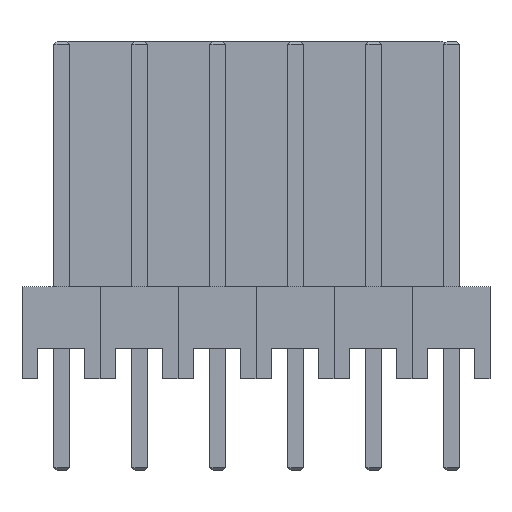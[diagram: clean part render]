
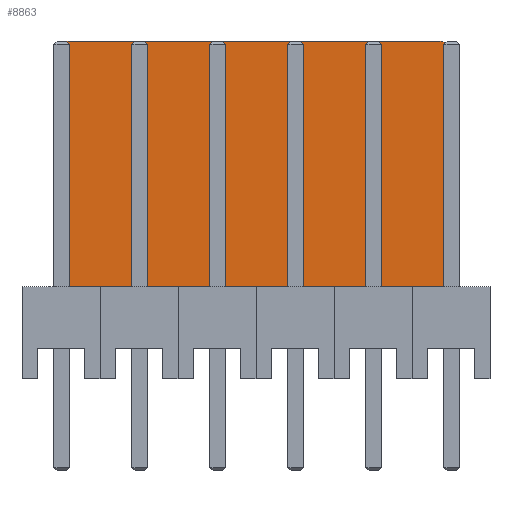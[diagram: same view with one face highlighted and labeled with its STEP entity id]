
A CAD part, front view. The second image highlights one B-rep face of the part: STEP entity #8863.
In plain terms, the highlighted face is planar.
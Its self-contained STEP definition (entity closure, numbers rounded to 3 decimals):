
#8513 = PLANE('',#8514);
#8514 = AXIS2_PLACEMENT_3D('',#8515,#8516,#8517);
#8515 = CARTESIAN_POINT('',(13.9,3.,0.));
#8516 = DIRECTION('',(-1.,0.,0.));
#8517 = DIRECTION('',(0.,1.,0.));
#8538 = VERTEX_POINT('',#8539);
#8539 = CARTESIAN_POINT('',(13.9,3.,1.));
#8553 = PLANE('',#8554);
#8554 = AXIS2_PLACEMENT_3D('',#8555,#8556,#8557);
#8555 = CARTESIAN_POINT('',(1.2,3.,0.));
#8556 = DIRECTION('',(0.,1.,0.));
#8557 = DIRECTION('',(1.,0.,0.));
#8565 = EDGE_CURVE('',#8538,#8566,#8568,.T.);
#8566 = VERTEX_POINT('',#8567);
#8567 = CARTESIAN_POINT('',(13.9,10.7,1.));
#8568 = SURFACE_CURVE('',#8569,(#8573,#8580),.PCURVE_S1.);
#8569 = LINE('',#8570,#8571);
#8570 = CARTESIAN_POINT('',(13.9,3.,1.));
#8571 = VECTOR('',#8572,1.);
#8572 = DIRECTION('',(0.,1.,0.));
#8573 = PCURVE('',#8513,#8574);
#8574 = DEFINITIONAL_REPRESENTATION('',(#8575),#8579);
#8575 = LINE('',#8576,#8577);
#8576 = CARTESIAN_POINT('',(0.,-1.));
#8577 = VECTOR('',#8578,1.);
#8578 = DIRECTION('',(1.,0.));
#8579 = ( GEOMETRIC_REPRESENTATION_CONTEXT(2) 
PARAMETRIC_REPRESENTATION_CONTEXT() REPRESENTATION_CONTEXT('2D SPACE',''
  ) );
#8580 = PCURVE('',#8581,#8586);
#8581 = PLANE('',#8582);
#8582 = AXIS2_PLACEMENT_3D('',#8583,#8584,#8585);
#8583 = CARTESIAN_POINT('',(13.9,3.,1.));
#8584 = DIRECTION('',(0.,0.,-1.));
#8585 = DIRECTION('',(0.,1.,0.));
#8586 = DEFINITIONAL_REPRESENTATION('',(#8587),#8591);
#8587 = LINE('',#8588,#8589);
#8588 = CARTESIAN_POINT('',(0.,0.));
#8589 = VECTOR('',#8590,1.);
#8590 = DIRECTION('',(1.,0.));
#8591 = ( GEOMETRIC_REPRESENTATION_CONTEXT(2) 
PARAMETRIC_REPRESENTATION_CONTEXT() REPRESENTATION_CONTEXT('2D SPACE',''
  ) );
#8607 = CYLINDRICAL_SURFACE('',#8608,0.3);
#8608 = AXIS2_PLACEMENT_3D('',#8609,#8610,#8611);
#8609 = CARTESIAN_POINT('',(13.6,10.7,0.));
#8610 = DIRECTION('',(0.,0.,1.));
#8611 = DIRECTION('',(1.,0.,-0.));
#8662 = PLANE('',#8663);
#8663 = AXIS2_PLACEMENT_3D('',#8664,#8665,#8666);
#8664 = CARTESIAN_POINT('',(1.2,11.,0.));
#8665 = DIRECTION('',(1.,0.,0.));
#8666 = DIRECTION('',(0.,-1.,0.));
#8695 = CYLINDRICAL_SURFACE('',#8696,0.3);
#8696 = AXIS2_PLACEMENT_3D('',#8697,#8698,#8699);
#8697 = CARTESIAN_POINT('',(1.5,10.7,0.));
#8698 = DIRECTION('',(0.,0.,1.));
#8699 = DIRECTION('',(-0.,1.,0.));
#8723 = PLANE('',#8724);
#8724 = AXIS2_PLACEMENT_3D('',#8725,#8726,#8727);
#8725 = CARTESIAN_POINT('',(13.9,11.,0.));
#8726 = DIRECTION('',(0.,-1.,0.));
#8727 = DIRECTION('',(-1.,0.,0.));
#8766 = VERTEX_POINT('',#8767);
#8767 = CARTESIAN_POINT('',(13.6,11.,1.));
#8788 = EDGE_CURVE('',#8566,#8766,#8789,.T.);
#8789 = SURFACE_CURVE('',#8790,(#8795,#8802),.PCURVE_S1.);
#8790 = CIRCLE('',#8791,0.3);
#8791 = AXIS2_PLACEMENT_3D('',#8792,#8793,#8794);
#8792 = CARTESIAN_POINT('',(13.6,10.7,1.));
#8793 = DIRECTION('',(0.,0.,1.));
#8794 = DIRECTION('',(0.,-1.,0.));
#8795 = PCURVE('',#8607,#8796);
#8796 = DEFINITIONAL_REPRESENTATION('',(#8797),#8801);
#8797 = LINE('',#8798,#8799);
#8798 = CARTESIAN_POINT('',(-1.571,1.));
#8799 = VECTOR('',#8800,1.);
#8800 = DIRECTION('',(1.,0.));
#8801 = ( GEOMETRIC_REPRESENTATION_CONTEXT(2) 
PARAMETRIC_REPRESENTATION_CONTEXT() REPRESENTATION_CONTEXT('2D SPACE',''
  ) );
#8802 = PCURVE('',#8581,#8803);
#8803 = DEFINITIONAL_REPRESENTATION('',(#8804),#8812);
#8804 = ( BOUNDED_CURVE() B_SPLINE_CURVE(2,(#8805,#8806,#8807,#8808,
#8809,#8810,#8811),.UNSPECIFIED.,.F.,.F.) B_SPLINE_CURVE_WITH_KNOTS((1,2
    ,2,2,2,1),(-2.094,0.,2.094,4.189,
6.283,8.378),.UNSPECIFIED.) CURVE() 
GEOMETRIC_REPRESENTATION_ITEM() RATIONAL_B_SPLINE_CURVE((1.,0.5,1.,0.5,
1.,0.5,1.)) REPRESENTATION_ITEM('') );
#8805 = CARTESIAN_POINT('',(7.4,-0.3));
#8806 = CARTESIAN_POINT('',(7.4,0.22));
#8807 = CARTESIAN_POINT('',(7.85,-0.04));
#8808 = CARTESIAN_POINT('',(8.3,-0.3));
#8809 = CARTESIAN_POINT('',(7.85,-0.56));
#8810 = CARTESIAN_POINT('',(7.4,-0.82));
#8811 = CARTESIAN_POINT('',(7.4,-0.3));
#8812 = ( GEOMETRIC_REPRESENTATION_CONTEXT(2) 
PARAMETRIC_REPRESENTATION_CONTEXT() REPRESENTATION_CONTEXT('2D SPACE',''
  ) );
#8819 = VERTEX_POINT('',#8820);
#8820 = CARTESIAN_POINT('',(1.2,3.,1.));
#8841 = EDGE_CURVE('',#8819,#8538,#8842,.T.);
#8842 = SURFACE_CURVE('',#8843,(#8847,#8854),.PCURVE_S1.);
#8843 = LINE('',#8844,#8845);
#8844 = CARTESIAN_POINT('',(1.2,3.,1.));
#8845 = VECTOR('',#8846,1.);
#8846 = DIRECTION('',(1.,0.,0.));
#8847 = PCURVE('',#8553,#8848);
#8848 = DEFINITIONAL_REPRESENTATION('',(#8849),#8853);
#8849 = LINE('',#8850,#8851);
#8850 = CARTESIAN_POINT('',(0.,-1.));
#8851 = VECTOR('',#8852,1.);
#8852 = DIRECTION('',(1.,0.));
#8853 = ( GEOMETRIC_REPRESENTATION_CONTEXT(2) 
PARAMETRIC_REPRESENTATION_CONTEXT() REPRESENTATION_CONTEXT('2D SPACE',''
  ) );
#8854 = PCURVE('',#8581,#8855);
#8855 = DEFINITIONAL_REPRESENTATION('',(#8856),#8860);
#8856 = LINE('',#8857,#8858);
#8857 = CARTESIAN_POINT('',(0.,-12.7));
#8858 = VECTOR('',#8859,1.);
#8859 = DIRECTION('',(0.,1.));
#8860 = ( GEOMETRIC_REPRESENTATION_CONTEXT(2) 
PARAMETRIC_REPRESENTATION_CONTEXT() REPRESENTATION_CONTEXT('2D SPACE',''
  ) );
#8863 = ADVANCED_FACE('',(#8864),#8581,.F.);
#8864 = FACE_BOUND('',#8865,.F.);
#8865 = EDGE_LOOP('',(#8866,#8867,#8868,#8891,#8919,#8940));
#8866 = ORIENTED_EDGE('',*,*,#8565,.F.);
#8867 = ORIENTED_EDGE('',*,*,#8841,.F.);
#8868 = ORIENTED_EDGE('',*,*,#8869,.F.);
#8869 = EDGE_CURVE('',#8870,#8819,#8872,.T.);
#8870 = VERTEX_POINT('',#8871);
#8871 = CARTESIAN_POINT('',(1.2,10.7,1.));
#8872 = SURFACE_CURVE('',#8873,(#8877,#8884),.PCURVE_S1.);
#8873 = LINE('',#8874,#8875);
#8874 = CARTESIAN_POINT('',(1.2,11.,1.));
#8875 = VECTOR('',#8876,1.);
#8876 = DIRECTION('',(0.,-1.,0.));
#8877 = PCURVE('',#8581,#8878);
#8878 = DEFINITIONAL_REPRESENTATION('',(#8879),#8883);
#8879 = LINE('',#8880,#8881);
#8880 = CARTESIAN_POINT('',(8.,-12.7));
#8881 = VECTOR('',#8882,1.);
#8882 = DIRECTION('',(-1.,0.));
#8883 = ( GEOMETRIC_REPRESENTATION_CONTEXT(2) 
PARAMETRIC_REPRESENTATION_CONTEXT() REPRESENTATION_CONTEXT('2D SPACE',''
  ) );
#8884 = PCURVE('',#8662,#8885);
#8885 = DEFINITIONAL_REPRESENTATION('',(#8886),#8890);
#8886 = LINE('',#8887,#8888);
#8887 = CARTESIAN_POINT('',(0.,-1.));
#8888 = VECTOR('',#8889,1.);
#8889 = DIRECTION('',(1.,0.));
#8890 = ( GEOMETRIC_REPRESENTATION_CONTEXT(2) 
PARAMETRIC_REPRESENTATION_CONTEXT() REPRESENTATION_CONTEXT('2D SPACE',''
  ) );
#8891 = ORIENTED_EDGE('',*,*,#8892,.F.);
#8892 = EDGE_CURVE('',#8893,#8870,#8895,.T.);
#8893 = VERTEX_POINT('',#8894);
#8894 = CARTESIAN_POINT('',(1.5,11.,1.));
#8895 = SURFACE_CURVE('',#8896,(#8901,#8912),.PCURVE_S1.);
#8896 = CIRCLE('',#8897,0.3);
#8897 = AXIS2_PLACEMENT_3D('',#8898,#8899,#8900);
#8898 = CARTESIAN_POINT('',(1.5,10.7,1.));
#8899 = DIRECTION('',(0.,0.,1.));
#8900 = DIRECTION('',(0.,-1.,0.));
#8901 = PCURVE('',#8581,#8902);
#8902 = DEFINITIONAL_REPRESENTATION('',(#8903),#8911);
#8903 = ( BOUNDED_CURVE() B_SPLINE_CURVE(2,(#8904,#8905,#8906,#8907,
#8908,#8909,#8910),.UNSPECIFIED.,.F.,.F.) B_SPLINE_CURVE_WITH_KNOTS((1,2
    ,2,2,2,1),(-2.094,0.,2.094,4.189,
6.283,8.378),.UNSPECIFIED.) CURVE() 
GEOMETRIC_REPRESENTATION_ITEM() RATIONAL_B_SPLINE_CURVE((1.,0.5,1.,0.5,
1.,0.5,1.)) REPRESENTATION_ITEM('') );
#8904 = CARTESIAN_POINT('',(7.4,-12.4));
#8905 = CARTESIAN_POINT('',(7.4,-11.88));
#8906 = CARTESIAN_POINT('',(7.85,-12.14));
#8907 = CARTESIAN_POINT('',(8.3,-12.4));
#8908 = CARTESIAN_POINT('',(7.85,-12.66));
#8909 = CARTESIAN_POINT('',(7.4,-12.92));
#8910 = CARTESIAN_POINT('',(7.4,-12.4));
#8911 = ( GEOMETRIC_REPRESENTATION_CONTEXT(2) 
PARAMETRIC_REPRESENTATION_CONTEXT() REPRESENTATION_CONTEXT('2D SPACE',''
  ) );
#8912 = PCURVE('',#8695,#8913);
#8913 = DEFINITIONAL_REPRESENTATION('',(#8914),#8918);
#8914 = LINE('',#8915,#8916);
#8915 = CARTESIAN_POINT('',(-3.142,1.));
#8916 = VECTOR('',#8917,1.);
#8917 = DIRECTION('',(1.,0.));
#8918 = ( GEOMETRIC_REPRESENTATION_CONTEXT(2) 
PARAMETRIC_REPRESENTATION_CONTEXT() REPRESENTATION_CONTEXT('2D SPACE',''
  ) );
#8919 = ORIENTED_EDGE('',*,*,#8920,.F.);
#8920 = EDGE_CURVE('',#8766,#8893,#8921,.T.);
#8921 = SURFACE_CURVE('',#8922,(#8926,#8933),.PCURVE_S1.);
#8922 = LINE('',#8923,#8924);
#8923 = CARTESIAN_POINT('',(13.9,11.,1.));
#8924 = VECTOR('',#8925,1.);
#8925 = DIRECTION('',(-1.,0.,0.));
#8926 = PCURVE('',#8581,#8927);
#8927 = DEFINITIONAL_REPRESENTATION('',(#8928),#8932);
#8928 = LINE('',#8929,#8930);
#8929 = CARTESIAN_POINT('',(8.,0.));
#8930 = VECTOR('',#8931,1.);
#8931 = DIRECTION('',(0.,-1.));
#8932 = ( GEOMETRIC_REPRESENTATION_CONTEXT(2) 
PARAMETRIC_REPRESENTATION_CONTEXT() REPRESENTATION_CONTEXT('2D SPACE',''
  ) );
#8933 = PCURVE('',#8723,#8934);
#8934 = DEFINITIONAL_REPRESENTATION('',(#8935),#8939);
#8935 = LINE('',#8936,#8937);
#8936 = CARTESIAN_POINT('',(0.,-1.));
#8937 = VECTOR('',#8938,1.);
#8938 = DIRECTION('',(1.,0.));
#8939 = ( GEOMETRIC_REPRESENTATION_CONTEXT(2) 
PARAMETRIC_REPRESENTATION_CONTEXT() REPRESENTATION_CONTEXT('2D SPACE',''
  ) );
#8940 = ORIENTED_EDGE('',*,*,#8788,.F.);
